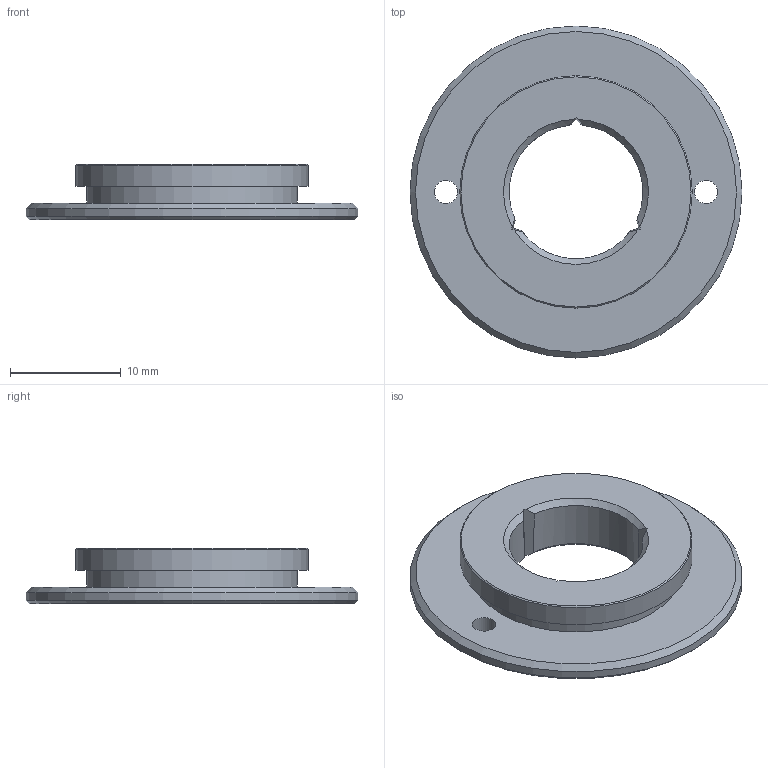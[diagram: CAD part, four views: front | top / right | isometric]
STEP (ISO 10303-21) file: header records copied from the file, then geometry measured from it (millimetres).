
FILE_DESCRIPTION (( 'STEP AP203' ), '1' );
FILE_NAME ('SKJ16-12.STEP', '2020-11-13T15:55:45', ( 'Adriana' ), ( 'HP Inc.' ), 'SwSTEP 2.0', 'SolidWorks 2020', '' );
FILE_SCHEMA (( 'CONFIG_CONTROL_DESIGN' ));
Length unit declared in the file: millimetre
Products named in the file (1): SKJ16-12
Bounding box: 30 x 30 x 5 mm (x, y, z)
Volume: 1565.1 mm3; surface area: 1808.7 mm2
Topology: 1 solids, 1 shells, 27 faces, 66 edges, 43 vertices
Faces by surface type: plane 10, cone 9, cylinder 8
Full cylindrical faces by diameter (mm): 2.1 x2, 19 x1, 21 x1, 30 x1
Entity records: 862 total; most frequent: CARTESIAN_POINT 183, DIRECTION 121, ORIENTED_EDGE 116, EDGE_CURVE 58, AXIS2_PLACEMENT_3D 53, VERTEX_POINT 43, EDGE_LOOP 43, FACE_OUTER_BOUND 32
